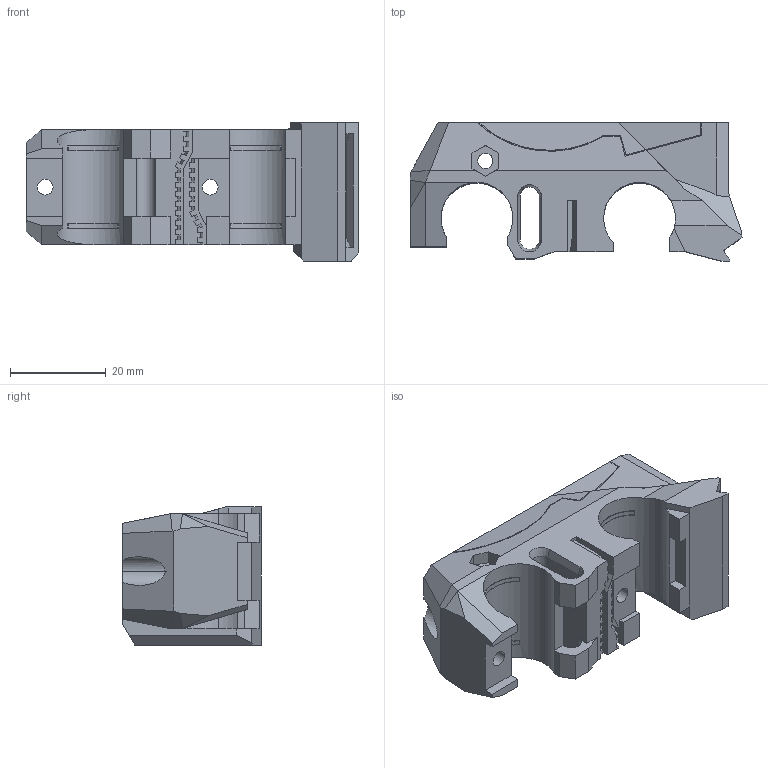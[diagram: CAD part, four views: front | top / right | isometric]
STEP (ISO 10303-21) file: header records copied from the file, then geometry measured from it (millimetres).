
FILE_DESCRIPTION (( 'STEP AP214' ), '1' );
FILE_NAME ('Mini_x_carriage.STEP', '2024-12-08T11:52:45', ( '' ), ( '' ), 'SwSTEP 2.0', 'SolidWorks 2024', '' );
FILE_SCHEMA (( 'AUTOMOTIVE_DESIGN' ));
Length unit declared in the file: millimetre
Products named in the file (1): Mini_x_carriage
Bounding box: 69.41 x 28.97 x 28.88 mm (x, y, z)
Volume: 19396.2 mm3; surface area: 12993.8 mm2
Topology: 1 solids, 1 shells, 361 faces, 1045 edges, 686 vertices
Faces by surface type: plane 315, cylinder 36, cone 9, bspline 1
Entity records: 15923 total; most frequent: CARTESIAN_POINT 2458, ORIENTED_EDGE 2090, DIRECTION 1795, EDGE_CURVE 1045, VECTOR 921, LINE 921, VERTEX_POINT 686, AXIS2_PLACEMENT_3D 437
